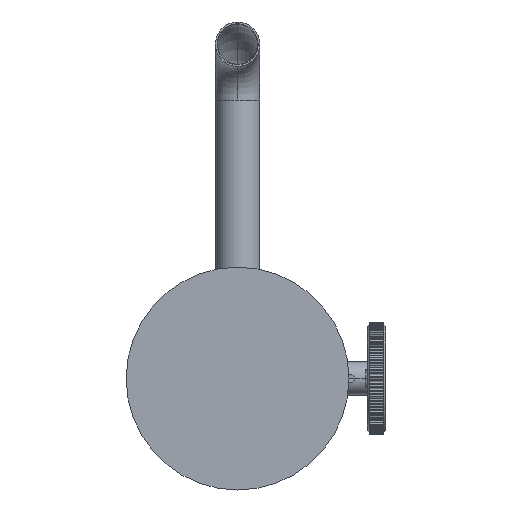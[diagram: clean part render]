
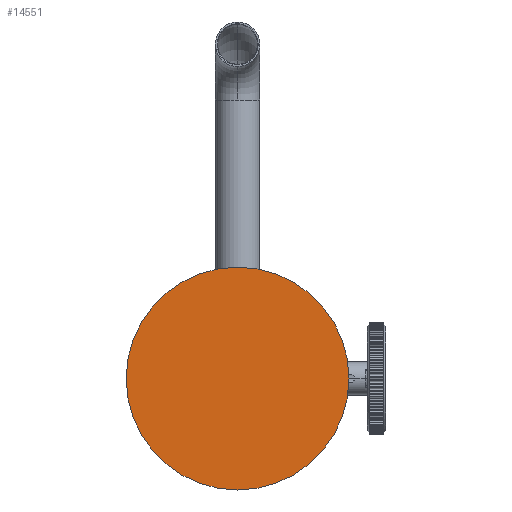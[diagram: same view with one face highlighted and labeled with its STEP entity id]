
A CAD part, front view. The second image highlights one B-rep face of the part: STEP entity #14551.
In plain terms, the highlighted planar face has unit normal (0, -1, 0).
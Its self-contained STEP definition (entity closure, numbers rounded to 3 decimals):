
#351 = VERTEX_POINT ( 'NONE', #4826 ) ;
#1101 = PLANE ( 'NONE',  #12725 ) ;
#1166 = CARTESIAN_POINT ( 'NONE',  ( -0.7, -4.089, 48. ) ) ;
#2199 = DIRECTION ( 'NONE',  ( 0., 0., 1. ) ) ;
#3644 = DIRECTION ( 'NONE',  ( 0., 0., 1. ) ) ;
#4826 = CARTESIAN_POINT ( 'NONE',  ( -0.7, -4.089, -12. ) ) ;
#4884 = ORIENTED_EDGE ( 'NONE', *, *, #10675, .F. ) ;
#5113 = EDGE_LOOP ( 'NONE', ( #19184, #4884 ) ) ;
#8010 = DIRECTION ( 'NONE',  ( 0., 1., 0. ) ) ;
#8182 = DIRECTION ( 'NONE',  ( 0., 1., 0. ) ) ;
#9741 = AXIS2_PLACEMENT_3D ( 'NONE', #14037, #8182, #2199 ) ;
#10675 = EDGE_CURVE ( 'NONE', #16293, #351, #17333, .T. ) ;
#10860 = FACE_OUTER_BOUND ( 'NONE', #5113, .T. ) ;
#11146 = CARTESIAN_POINT ( 'NONE',  ( -0.7, -4.089, 48. ) ) ;
#11681 = DIRECTION ( 'NONE',  ( 0., 0., 1. ) ) ;
#12725 = AXIS2_PLACEMENT_3D ( 'NONE', #1166, #17717, #11681 ) ;
#12898 = CIRCLE ( 'NONE', #9741, 60. ) ;
#14037 = CARTESIAN_POINT ( 'NONE',  ( -0.7, -4.089, 48. ) ) ;
#14551 = ADVANCED_FACE ( 'NONE', ( #10860 ), #1101, .F. ) ;
#15462 = EDGE_CURVE ( 'NONE', #351, #16293, #12898, .T. ) ;
#16293 = VERTEX_POINT ( 'NONE', #19327 ) ;
#17333 = CIRCLE ( 'NONE', #17961, 60. ) ;
#17717 = DIRECTION ( 'NONE',  ( 0., 1., 0. ) ) ;
#17961 = AXIS2_PLACEMENT_3D ( 'NONE', #11146, #8010, #3644 ) ;
#19184 = ORIENTED_EDGE ( 'NONE', *, *, #15462, .F. ) ;
#19327 = CARTESIAN_POINT ( 'NONE',  ( -0.7, -4.089, 108. ) ) ;
